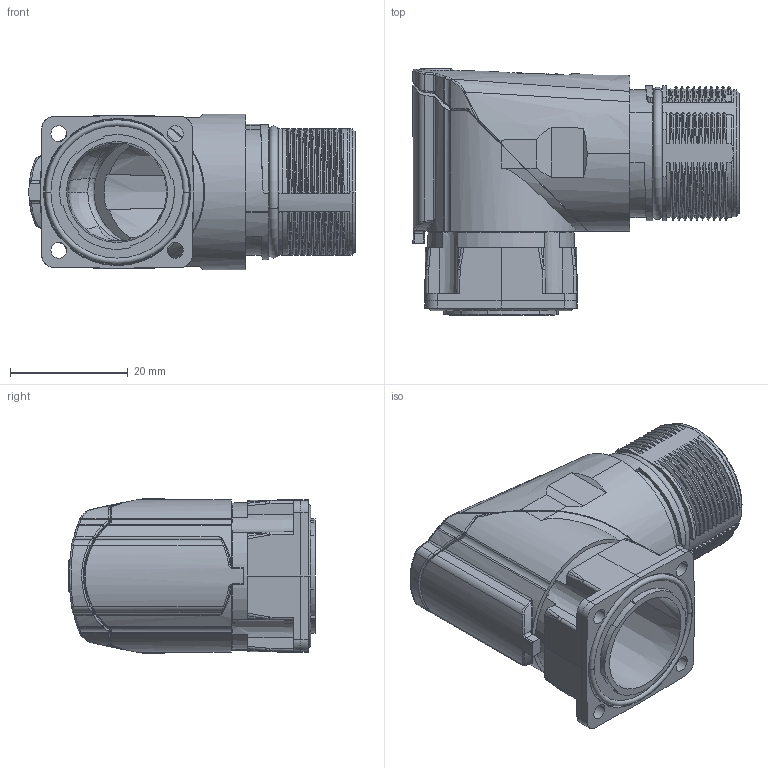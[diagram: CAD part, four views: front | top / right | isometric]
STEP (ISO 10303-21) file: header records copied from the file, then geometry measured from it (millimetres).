
FILE_DESCRIPTION((''),'2;1');
FILE_NAME('HR23-BKP-SE-OD2-7_ASM_SW0001','2017-08-07T',('ch.chen'),(''),'PRO/ENGINEER BY PARAMETRIC TECHNOLOGY CORPORATION, 2012480','PRO/ENGINEER BY PARAMETRIC TECHNOLOGY CORPORATION, 2012480','');
FILE_SCHEMA(('AUTOMOTIVE_DESIGN { 1 0 10303 214 1 1 1 1 }'));
Length unit declared in the file: millimetre
Products named in the file (1): HR23-BKP-SE-OD2-7_ASM_SW0001
Bounding box: 55.5 x 41.85 x 26.5 mm (x, y, z)
Volume: 17126.3 mm3; surface area: 15257.9 mm2
Topology: 1 solids, 1 shells, 1507 faces, 4703 edges, 3107 vertices
Faces by surface type: plane 563, cylinder 465, bspline 327, cone 110, torus 42
Entity records: 74857 total; most frequent: CARTESIAN_POINT 38302, ORIENTED_EDGE 9406, DIRECTION 5147, EDGE_CURVE 4703, VERTEX_POINT 3107, B_SPLINE_CURVE_WITH_KNOTS 2441, VECTOR 1737, LINE 1737
